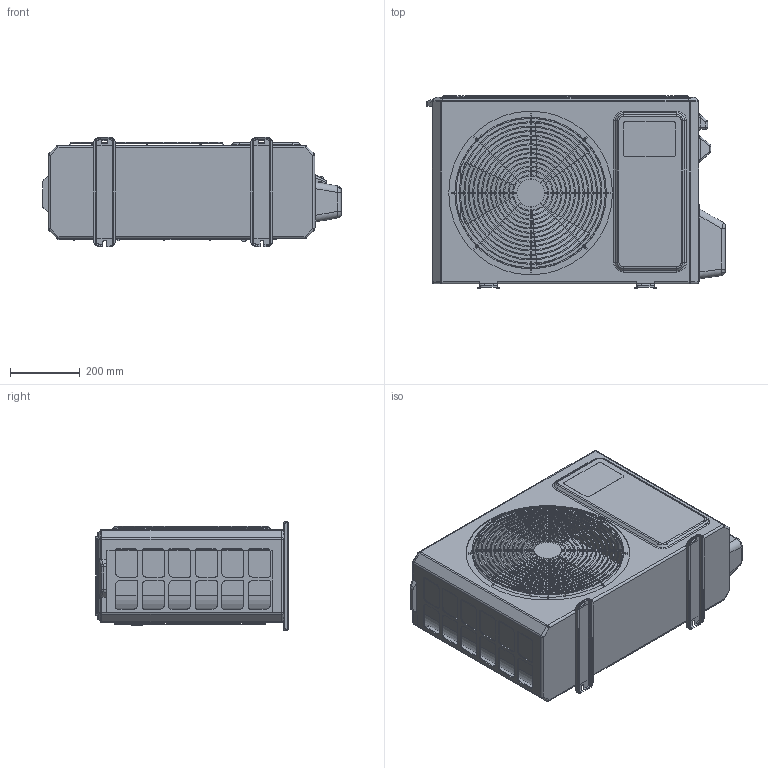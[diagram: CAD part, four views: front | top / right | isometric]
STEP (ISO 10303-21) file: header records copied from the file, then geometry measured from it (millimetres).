
FILE_DESCRIPTION (( 'STEP AP214' ), '1' );
FILE_NAME ('59.ODU.09 R01.STEP', '2022-08-05T23:35:26', ( '' ), ( '' ), 'SwSTEP 2.0', 'SolidWorks 2020', '' );
FILE_SCHEMA (( 'AUTOMOTIVE_DESIGN' ));
Length unit declared in the file: inch
Products named in the file (3): Pioneer ODU Simple_Pioneer 09k ODU - YN009GMFI20RPD; 59.ODU.LAB; 59.ODU.09 R01
Assembly tree (2 placements, depth 2):
  59.ODU.09 R01
    Pioneer ODU Simple_Pioneer 09k ODU - YN009GMFI20RPD
    59.ODU.LAB
Bounding box: 857.25 x 552.45 x 314.32 mm (x, y, z)
Volume: 53784763.6 mm3; surface area: 2796558.6 mm2
Topology: 2 solids, 2 shells, 1230 faces, 3500 edges, 2216 vertices
Faces by surface type: plane 615, cylinder 513, torus 44, sphere 32, bspline 22, cone 4
Entity records: 41921 total; most frequent: CARTESIAN_POINT 8137, ORIENTED_EDGE 6988, DIRECTION 6898, EDGE_CURVE 3494, AXIS2_PLACEMENT_3D 2311, LINE 2276, VECTOR 2276, VERTEX_POINT 2216
